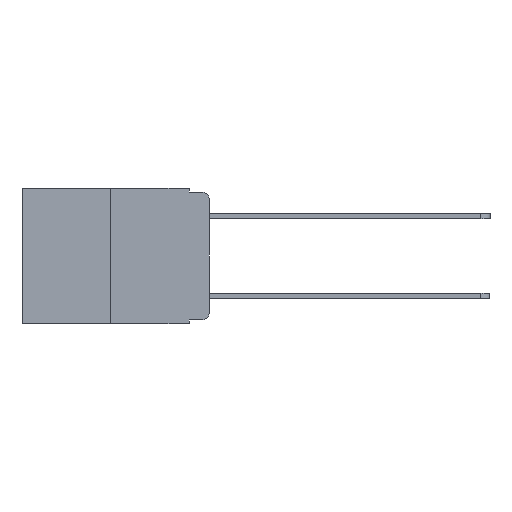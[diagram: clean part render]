
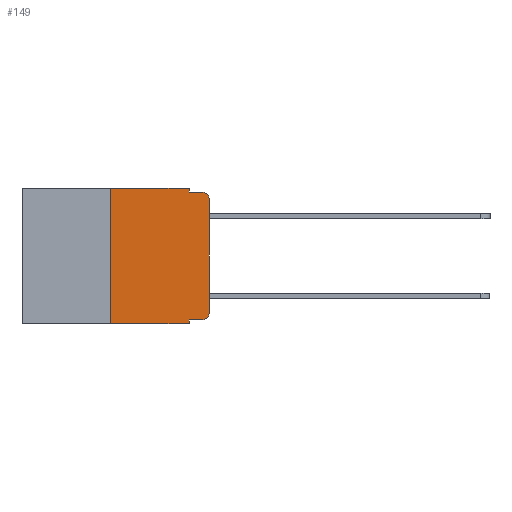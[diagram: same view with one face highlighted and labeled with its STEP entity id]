
A CAD part, left-side view. The second image highlights one B-rep face of the part: STEP entity #149.
In plain terms, the highlighted planar face has unit normal (-1, 0, 0).
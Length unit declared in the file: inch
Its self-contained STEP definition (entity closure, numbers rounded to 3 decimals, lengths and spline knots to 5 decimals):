
#34 = CIRCLE ( 'NONE', #3222, 0.02 ) ;
#57 = DIRECTION ( 'NONE',  ( 0., 0., 1. ) ) ;
#70 = ORIENTED_EDGE ( 'NONE', *, *, #10180, .T. ) ;
#85 = CARTESIAN_POINT ( 'NONE',  ( 0., 0.051, 0. ) ) ;
#136 = CARTESIAN_POINT ( 'NONE',  ( 0., 0.051, -0.333 ) ) ;
#149 = ADVANCED_FACE ( 'NONE', ( #4920 ), #8779, .F. ) ;
#228 = EDGE_CURVE ( 'NONE', #10674, #9470, #1394, .T. ) ;
#735 = VERTEX_POINT ( 'NONE', #7958 ) ;
#904 = CARTESIAN_POINT ( 'NONE',  ( 0., 0.25, -0.343 ) ) ;
#1034 = VECTOR ( 'NONE', #6730, 39.37008 ) ;
#1162 = VECTOR ( 'NONE', #57, 39.37008 ) ;
#1394 = LINE ( 'NONE', #5888, #6724 ) ;
#1420 = VERTEX_POINT ( 'NONE', #8853 ) ;
#1727 = LINE ( 'NONE', #8526, #10513 ) ;
#2091 = CARTESIAN_POINT ( 'NONE',  ( 0., 0.473, 0. ) ) ;
#2254 = VERTEX_POINT ( 'NONE', #85 ) ;
#2258 = EDGE_LOOP ( 'NONE', ( #70, #4297, #4222, #4500, #3507, #3083, #3525, #5349, #4908, #3219 ) ) ;
#2261 = DIRECTION ( 'NONE',  ( -1., 0., 0. ) ) ;
#2264 = CARTESIAN_POINT ( 'NONE',  ( 0., 0.02, -0.03 ) ) ;
#2278 = CARTESIAN_POINT ( 'NONE',  ( 0., 0.051, 0. ) ) ;
#2584 = LINE ( 'NONE', #2091, #7011 ) ;
#2694 = DIRECTION ( 'NONE',  ( 0., 0., -1. ) ) ;
#2699 = VERTEX_POINT ( 'NONE', #6416 ) ;
#2945 = VERTEX_POINT ( 'NONE', #6462 ) ;
#3083 = ORIENTED_EDGE ( 'NONE', *, *, #228, .F. ) ;
#3125 = DIRECTION ( 'NONE',  ( 0., -1., 0. ) ) ;
#3148 = EDGE_CURVE ( 'NONE', #10674, #9128, #7891, .T. ) ;
#3154 = CARTESIAN_POINT ( 'NONE',  ( 0., 0.473, -0.343 ) ) ;
#3186 = VECTOR ( 'NONE', #3125, 39.37008 ) ;
#3219 = ORIENTED_EDGE ( 'NONE', *, *, #7258, .T. ) ;
#3222 = AXIS2_PLACEMENT_3D ( 'NONE', #5713, #5497, #5698 ) ;
#3285 = AXIS2_PLACEMENT_3D ( 'NONE', #2264, #2261, #7701 ) ;
#3343 = DIRECTION ( 'NONE',  ( 0., -1., 0. ) ) ;
#3507 = ORIENTED_EDGE ( 'NONE', *, *, #10821, .F. ) ;
#3525 = ORIENTED_EDGE ( 'NONE', *, *, #3148, .T. ) ;
#3548 = AXIS2_PLACEMENT_3D ( 'NONE', #11062, #11077, #11096 ) ;
#3685 = EDGE_CURVE ( 'NONE', #2699, #4315, #5836, .T. ) ;
#3716 = CARTESIAN_POINT ( 'NONE',  ( 0., 0., 0. ) ) ;
#4016 = LINE ( 'NONE', #2278, #6400 ) ;
#4222 = ORIENTED_EDGE ( 'NONE', *, *, #10490, .F. ) ;
#4297 = ORIENTED_EDGE ( 'NONE', *, *, #6738, .T. ) ;
#4315 = VERTEX_POINT ( 'NONE', #7014 ) ;
#4500 = ORIENTED_EDGE ( 'NONE', *, *, #5321, .F. ) ;
#4698 = CARTESIAN_POINT ( 'NONE',  ( 0., 0.051, -0.01 ) ) ;
#4826 = DIRECTION ( 'NONE',  ( 0., 0., 1. ) ) ;
#4908 = ORIENTED_EDGE ( 'NONE', *, *, #3685, .T. ) ;
#4920 = FACE_OUTER_BOUND ( 'NONE', #2258, .T. ) ;
#4961 = VECTOR ( 'NONE', #5274, 39.37008 ) ;
#5274 = DIRECTION ( 'NONE',  ( 0., 0., -1. ) ) ;
#5321 = EDGE_CURVE ( 'NONE', #2254, #9636, #7589, .T. ) ;
#5349 = ORIENTED_EDGE ( 'NONE', *, *, #8055, .F. ) ;
#5453 = CIRCLE ( 'NONE', #3285, 0.02 ) ;
#5497 = DIRECTION ( 'NONE',  ( -1., 0., 0. ) ) ;
#5698 = DIRECTION ( 'NONE',  ( 0., 0., -1. ) ) ;
#5713 = CARTESIAN_POINT ( 'NONE',  ( 0., 0.02, -0.313 ) ) ;
#5836 = LINE ( 'NONE', #136, #1034 ) ;
#5888 = CARTESIAN_POINT ( 'NONE',  ( 0., 0.25, 0. ) ) ;
#6166 = CARTESIAN_POINT ( 'NONE',  ( 0., 0.051, -0.343 ) ) ;
#6400 = VECTOR ( 'NONE', #2694, 39.37008 ) ;
#6416 = CARTESIAN_POINT ( 'NONE',  ( 0., 0.051, -0.333 ) ) ;
#6462 = CARTESIAN_POINT ( 'NONE',  ( 0., 0., -0.03 ) ) ;
#6629 = CARTESIAN_POINT ( 'NONE',  ( 0., 0.25, 0. ) ) ;
#6724 = VECTOR ( 'NONE', #4826, 39.37008 ) ;
#6730 = DIRECTION ( 'NONE',  ( 0., -1., 0. ) ) ;
#6738 = EDGE_CURVE ( 'NONE', #2945, #735, #5453, .T. ) ;
#7011 = VECTOR ( 'NONE', #7426, 39.37008 ) ;
#7014 = CARTESIAN_POINT ( 'NONE',  ( 0., 0.02, -0.333 ) ) ;
#7178 = CARTESIAN_POINT ( 'NONE',  ( 0., 0.051, 0. ) ) ;
#7258 = EDGE_CURVE ( 'NONE', #4315, #1420, #34, .T. ) ;
#7426 = DIRECTION ( 'NONE',  ( 0., -1., 0. ) ) ;
#7589 = LINE ( 'NONE', #7178, #4961 ) ;
#7701 = DIRECTION ( 'NONE',  ( 0., 0., -1. ) ) ;
#7891 = LINE ( 'NONE', #3154, #3186 ) ;
#7958 = CARTESIAN_POINT ( 'NONE',  ( 0., 0.02, -0.01 ) ) ;
#8055 = EDGE_CURVE ( 'NONE', #2699, #9128, #4016, .T. ) ;
#8526 = CARTESIAN_POINT ( 'NONE',  ( 0., 0.051, -0.01 ) ) ;
#8779 = PLANE ( 'NONE',  #3548 ) ;
#8853 = CARTESIAN_POINT ( 'NONE',  ( 0., 0., -0.313 ) ) ;
#9128 = VERTEX_POINT ( 'NONE', #6166 ) ;
#9470 = VERTEX_POINT ( 'NONE', #6629 ) ;
#9636 = VERTEX_POINT ( 'NONE', #4698 ) ;
#10180 = EDGE_CURVE ( 'NONE', #1420, #2945, #10280, .T. ) ;
#10280 = LINE ( 'NONE', #3716, #1162 ) ;
#10490 = EDGE_CURVE ( 'NONE', #9636, #735, #1727, .T. ) ;
#10513 = VECTOR ( 'NONE', #3343, 39.37008 ) ;
#10674 = VERTEX_POINT ( 'NONE', #904 ) ;
#10821 = EDGE_CURVE ( 'NONE', #9470, #2254, #2584, .T. ) ;
#11062 = CARTESIAN_POINT ( 'NONE',  ( 0., 0.473, 0. ) ) ;
#11077 = DIRECTION ( 'NONE',  ( 1., 0., 0. ) ) ;
#11096 = DIRECTION ( 'NONE',  ( 0., 0., -1. ) ) ;
